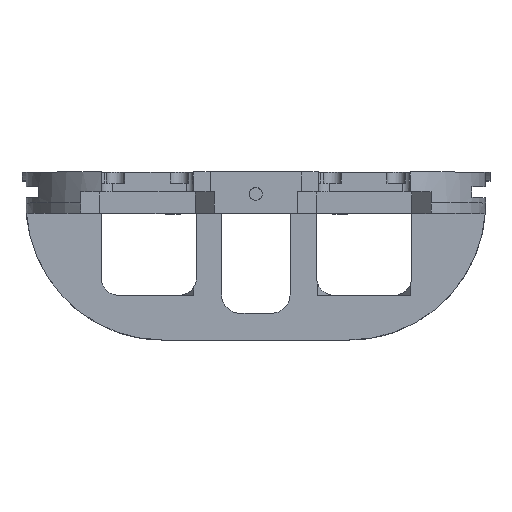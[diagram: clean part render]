
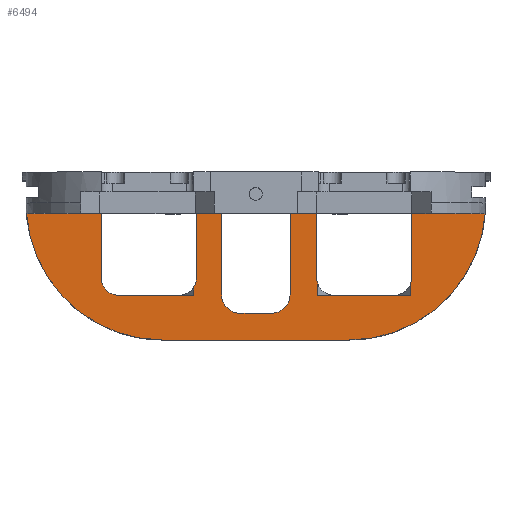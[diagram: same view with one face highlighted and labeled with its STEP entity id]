
A CAD part, top view. The second image highlights one B-rep face of the part: STEP entity #6494.
In plain terms, the highlighted planar face has unit normal (0, 0, 1).
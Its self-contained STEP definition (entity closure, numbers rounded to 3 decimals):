
#149=PLANE('',#6855);
#358=FACE_OUTER_BOUND('',#682,.T.);
#682=EDGE_LOOP('',(#4488,#4489,#4490,#4491,#4492,#4493,#4494,#4495,#4496,
#4497,#4498,#4499,#4500,#4501,#4502,#4503,#4504,#4505,#4506,#4507,#4508,
#4509,#4510,#4511,#4512));
#1066=CIRCLE('',#6856,37.5);
#1067=CIRCLE('',#6857,37.5);
#1068=CIRCLE('',#6858,5.);
#1069=CIRCLE('',#6859,5.);
#1070=CIRCLE('',#6860,5.);
#1071=CIRCLE('',#6861,5.);
#1072=CIRCLE('',#6862,5.);
#1073=CIRCLE('',#6863,5.);
#1337=LINE('',#9518,#2024);
#1390=LINE('',#9763,#2077);
#1391=LINE('',#9765,#2078);
#1392=LINE('',#9769,#2079);
#1393=LINE('',#9771,#2080);
#1394=LINE('',#9773,#2081);
#1395=LINE('',#9777,#2082);
#1396=LINE('',#9779,#2083);
#1397=LINE('',#9781,#2084);
#1398=LINE('',#9785,#2085);
#1399=LINE('',#9789,#2086);
#1400=LINE('',#9791,#2087);
#1401=LINE('',#9793,#2088);
#1402=LINE('',#9797,#2089);
#1403=LINE('',#9799,#2090);
#1404=LINE('',#9803,#2091);
#1405=LINE('',#9804,#2092);
#2024=VECTOR('',#7490,25.4);
#2077=VECTOR('',#7593,25.4);
#2078=VECTOR('',#7594,25.4);
#2079=VECTOR('',#7597,25.4);
#2080=VECTOR('',#7598,25.4);
#2081=VECTOR('',#7599,25.4);
#2082=VECTOR('',#7602,25.4);
#2083=VECTOR('',#7603,25.4);
#2084=VECTOR('',#7604,25.4);
#2085=VECTOR('',#7607,25.4);
#2086=VECTOR('',#7610,25.4);
#2087=VECTOR('',#7611,25.4);
#2088=VECTOR('',#7612,25.4);
#2089=VECTOR('',#7615,25.4);
#2090=VECTOR('',#7616,25.4);
#2091=VECTOR('',#7619,25.4);
#2092=VECTOR('',#7620,25.4);
#2724=VERTEX_POINT('',#9515);
#2725=VERTEX_POINT('',#9517);
#2772=VERTEX_POINT('',#9758);
#2773=VERTEX_POINT('',#9760);
#2774=VERTEX_POINT('',#9762);
#2775=VERTEX_POINT('',#9764);
#2776=VERTEX_POINT('',#9766);
#2777=VERTEX_POINT('',#9768);
#2778=VERTEX_POINT('',#9770);
#2779=VERTEX_POINT('',#9772);
#2780=VERTEX_POINT('',#9774);
#2781=VERTEX_POINT('',#9776);
#2782=VERTEX_POINT('',#9778);
#2783=VERTEX_POINT('',#9780);
#2784=VERTEX_POINT('',#9782);
#2785=VERTEX_POINT('',#9784);
#2786=VERTEX_POINT('',#9786);
#2787=VERTEX_POINT('',#9788);
#2788=VERTEX_POINT('',#9790);
#2789=VERTEX_POINT('',#9792);
#2790=VERTEX_POINT('',#9794);
#2791=VERTEX_POINT('',#9796);
#2792=VERTEX_POINT('',#9798);
#2793=VERTEX_POINT('',#9800);
#2794=VERTEX_POINT('',#9802);
#3400=EDGE_CURVE('',#2725,#2724,#1337,.T.);
#3462=EDGE_CURVE('',#2772,#2725,#1066,.T.);
#3463=EDGE_CURVE('',#2724,#2773,#1067,.T.);
#3464=EDGE_CURVE('',#2774,#2773,#1390,.T.);
#3465=EDGE_CURVE('',#2775,#2774,#1391,.T.);
#3466=EDGE_CURVE('',#2776,#2775,#1068,.T.);
#3467=EDGE_CURVE('',#2777,#2776,#1392,.T.);
#3468=EDGE_CURVE('',#2778,#2777,#1393,.T.);
#3469=EDGE_CURVE('',#2779,#2778,#1394,.T.);
#3470=EDGE_CURVE('',#2780,#2779,#1069,.T.);
#3471=EDGE_CURVE('',#2781,#2780,#1395,.T.);
#3472=EDGE_CURVE('',#2782,#2781,#1396,.T.);
#3473=EDGE_CURVE('',#2783,#2782,#1397,.T.);
#3474=EDGE_CURVE('',#2784,#2783,#1070,.T.);
#3475=EDGE_CURVE('',#2784,#2785,#1398,.T.);
#3476=EDGE_CURVE('',#2786,#2785,#1071,.T.);
#3477=EDGE_CURVE('',#2787,#2786,#1399,.T.);
#3478=EDGE_CURVE('',#2788,#2787,#1400,.T.);
#3479=EDGE_CURVE('',#2789,#2788,#1401,.T.);
#3480=EDGE_CURVE('',#2790,#2789,#1072,.T.);
#3481=EDGE_CURVE('',#2791,#2790,#1402,.T.);
#3482=EDGE_CURVE('',#2792,#2791,#1403,.T.);
#3483=EDGE_CURVE('',#2793,#2792,#1073,.T.);
#3484=EDGE_CURVE('',#2794,#2793,#1404,.T.);
#3485=EDGE_CURVE('',#2772,#2794,#1405,.T.);
#4488=ORIENTED_EDGE('',*,*,#3462,.T.);
#4489=ORIENTED_EDGE('',*,*,#3400,.T.);
#4490=ORIENTED_EDGE('',*,*,#3463,.T.);
#4491=ORIENTED_EDGE('',*,*,#3464,.F.);
#4492=ORIENTED_EDGE('',*,*,#3465,.F.);
#4493=ORIENTED_EDGE('',*,*,#3466,.F.);
#4494=ORIENTED_EDGE('',*,*,#3467,.F.);
#4495=ORIENTED_EDGE('',*,*,#3468,.F.);
#4496=ORIENTED_EDGE('',*,*,#3469,.F.);
#4497=ORIENTED_EDGE('',*,*,#3470,.F.);
#4498=ORIENTED_EDGE('',*,*,#3471,.F.);
#4499=ORIENTED_EDGE('',*,*,#3472,.F.);
#4500=ORIENTED_EDGE('',*,*,#3473,.F.);
#4501=ORIENTED_EDGE('',*,*,#3474,.F.);
#4502=ORIENTED_EDGE('',*,*,#3475,.T.);
#4503=ORIENTED_EDGE('',*,*,#3476,.F.);
#4504=ORIENTED_EDGE('',*,*,#3477,.F.);
#4505=ORIENTED_EDGE('',*,*,#3478,.F.);
#4506=ORIENTED_EDGE('',*,*,#3479,.F.);
#4507=ORIENTED_EDGE('',*,*,#3480,.F.);
#4508=ORIENTED_EDGE('',*,*,#3481,.F.);
#4509=ORIENTED_EDGE('',*,*,#3482,.F.);
#4510=ORIENTED_EDGE('',*,*,#3483,.F.);
#4511=ORIENTED_EDGE('',*,*,#3484,.F.);
#4512=ORIENTED_EDGE('',*,*,#3485,.F.);
#6494=ADVANCED_FACE('',(#358),#149,.F.);
#6855=AXIS2_PLACEMENT_3D('',#9757,#7587,#7588);
#6856=AXIS2_PLACEMENT_3D('',#9759,#7589,#7590);
#6857=AXIS2_PLACEMENT_3D('',#9761,#7591,#7592);
#6858=AXIS2_PLACEMENT_3D('',#9767,#7595,#7596);
#6859=AXIS2_PLACEMENT_3D('',#9775,#7600,#7601);
#6860=AXIS2_PLACEMENT_3D('',#9783,#7605,#7606);
#6861=AXIS2_PLACEMENT_3D('',#9787,#7608,#7609);
#6862=AXIS2_PLACEMENT_3D('',#9795,#7613,#7614);
#6863=AXIS2_PLACEMENT_3D('',#9801,#7617,#7618);
#7490=DIRECTION('',(1.,0.,0.));
#7587=DIRECTION('center_axis',(0.,0.,-1.));
#7588=DIRECTION('ref_axis',(1.,0.,0.));
#7589=DIRECTION('center_axis',(0.,0.,1.));
#7590=DIRECTION('ref_axis',(-0.707,-0.707,0.));
#7591=DIRECTION('center_axis',(0.,0.,1.));
#7592=DIRECTION('ref_axis',(0.707,-0.707,0.));
#7593=DIRECTION('',(1.,0.,0.));
#7594=DIRECTION('',(0.,1.,0.));
#7595=DIRECTION('center_axis',(0.,0.,1.));
#7596=DIRECTION('ref_axis',(0.707,-0.707,0.));
#7597=DIRECTION('',(0.,1.,0.));
#7598=DIRECTION('',(1.,0.,0.));
#7599=DIRECTION('',(0.,-1.,0.));
#7600=DIRECTION('center_axis',(0.,0.,1.));
#7601=DIRECTION('ref_axis',(-0.707,-0.707,0.));
#7602=DIRECTION('',(0.,-1.,0.));
#7603=DIRECTION('',(1.,0.,0.));
#7604=DIRECTION('',(0.,1.,0.));
#7605=DIRECTION('center_axis',(0.,0.,1.));
#7606=DIRECTION('ref_axis',(0.707,-0.707,0.));
#7607=DIRECTION('',(-1.,0.,0.));
#7608=DIRECTION('center_axis',(0.,0.,1.));
#7609=DIRECTION('ref_axis',(-0.707,-0.707,0.));
#7610=DIRECTION('',(0.,-1.,0.));
#7611=DIRECTION('',(1.,0.,0.));
#7612=DIRECTION('',(0.,1.,0.));
#7613=DIRECTION('center_axis',(0.,0.,1.));
#7614=DIRECTION('ref_axis',(0.707,-0.707,0.));
#7615=DIRECTION('',(0.,1.,0.));
#7616=DIRECTION('',(1.,0.,0.));
#7617=DIRECTION('center_axis',(0.,0.,1.));
#7618=DIRECTION('ref_axis',(-0.707,-0.707,0.));
#7619=DIRECTION('',(0.,-1.,0.));
#7620=DIRECTION('',(1.,0.,0.));
#9515=CARTESIAN_POINT('',(25.5,-116.2,51.42));
#9517=CARTESIAN_POINT('',(-25.5,-116.2,51.42));
#9518=CARTESIAN_POINT('',(-0.895,-116.2,51.42));
#9757=CARTESIAN_POINT('Origin',(-1.79,-83.866,51.42));
#9758=CARTESIAN_POINT('',(-62.889,-81.581,51.42));
#9759=CARTESIAN_POINT('Origin',(-25.5,-78.7,51.42));
#9760=CARTESIAN_POINT('',(62.889,-81.581,51.42));
#9761=CARTESIAN_POINT('Origin',(25.5,-78.7,51.42));
#9762=CARTESIAN_POINT('',(42.791,-81.581,51.42));
#9763=CARTESIAN_POINT('',(-1.79,-81.581,51.42));
#9764=CARTESIAN_POINT('',(42.791,-99.,51.42));
#9765=CARTESIAN_POINT('',(42.791,-94.951,51.42));
#9766=CARTESIAN_POINT('',(42.431,-100.861,51.42));
#9767=CARTESIAN_POINT('Origin',(37.791,-99.,51.42));
#9768=CARTESIAN_POINT('',(42.431,-104.,51.42));
#9769=CARTESIAN_POINT('',(42.431,-101.491,51.42));
#9770=CARTESIAN_POINT('',(16.988,-104.,51.42));
#9771=CARTESIAN_POINT('',(30.828,-104.,51.42));
#9772=CARTESIAN_POINT('',(16.988,-100.861,51.42));
#9773=CARTESIAN_POINT('',(16.988,-101.491,51.42));
#9774=CARTESIAN_POINT('',(16.629,-99.,51.42));
#9775=CARTESIAN_POINT('Origin',(21.629,-99.,51.42));
#9776=CARTESIAN_POINT('',(16.629,-81.581,51.42));
#9777=CARTESIAN_POINT('',(16.629,-94.951,51.42));
#9778=CARTESIAN_POINT('',(9.376,-81.581,51.42));
#9779=CARTESIAN_POINT('',(31.946,-81.581,51.42));
#9780=CARTESIAN_POINT('',(9.376,-103.847,51.42));
#9781=CARTESIAN_POINT('',(9.376,-103.241,51.42));
#9782=CARTESIAN_POINT('',(4.376,-108.847,51.42));
#9783=CARTESIAN_POINT('Origin',(4.376,-103.847,51.42));
#9784=CARTESIAN_POINT('',(-4.376,-108.847,51.42));
#9785=CARTESIAN_POINT('',(-0.895,-108.847,51.42));
#9786=CARTESIAN_POINT('',(-9.376,-103.847,51.42));
#9787=CARTESIAN_POINT('Origin',(-4.376,-103.847,51.42));
#9788=CARTESIAN_POINT('',(-9.376,-81.581,51.42));
#9789=CARTESIAN_POINT('',(-9.376,-103.241,51.42));
#9790=CARTESIAN_POINT('',(-16.251,-81.581,51.42));
#9791=CARTESIAN_POINT('',(31.946,-81.581,51.42));
#9792=CARTESIAN_POINT('',(-16.251,-99.,51.42));
#9793=CARTESIAN_POINT('',(-16.251,-94.951,51.42));
#9794=CARTESIAN_POINT('',(-16.988,-101.613,51.42));
#9795=CARTESIAN_POINT('Origin',(-21.251,-99.,51.42));
#9796=CARTESIAN_POINT('',(-16.988,-104.,51.42));
#9797=CARTESIAN_POINT('',(-16.988,-101.491,51.42));
#9798=CARTESIAN_POINT('',(-37.413,-104.,51.42));
#9799=CARTESIAN_POINT('',(1.118,-104.,51.42));
#9800=CARTESIAN_POINT('',(-42.413,-99.,51.42));
#9801=CARTESIAN_POINT('Origin',(-37.413,-99.,51.42));
#9802=CARTESIAN_POINT('',(-42.413,-81.581,51.42));
#9803=CARTESIAN_POINT('',(-42.413,-94.951,51.42));
#9804=CARTESIAN_POINT('',(31.946,-81.581,51.42));
